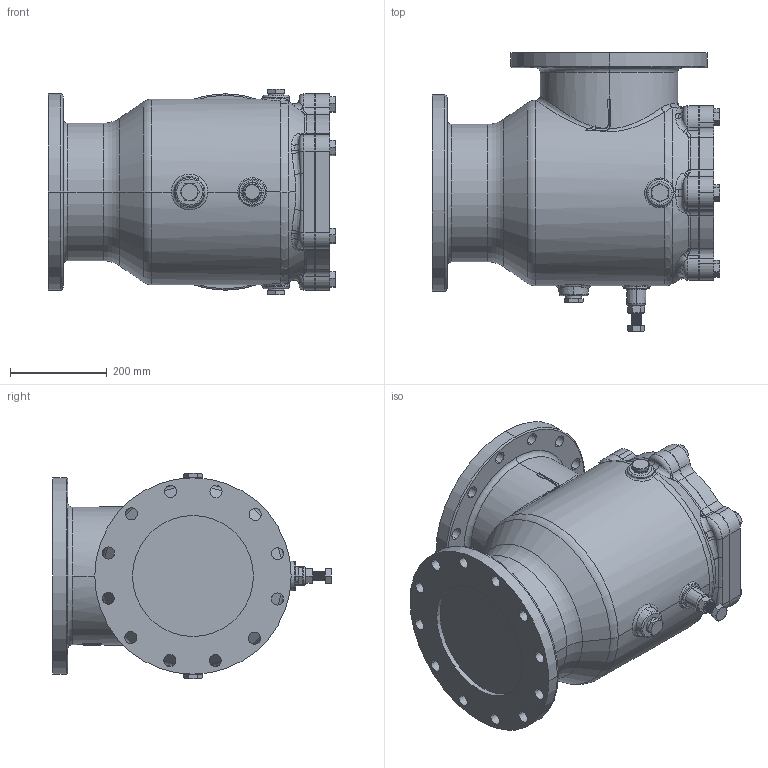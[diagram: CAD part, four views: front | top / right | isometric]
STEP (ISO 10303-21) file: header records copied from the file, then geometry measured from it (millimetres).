
FILE_DESCRIPTION (( 'STEP AP214' ), '1' );
FILE_NAME ('SD-10in_10in-125Lb.STEP', '2017-09-15T15:03:51', ( '' ), ( '' ), 'SwSTEP 2.0', 'SolidWorks 2013', '' );
FILE_SCHEMA (( 'AUTOMOTIVE_DESIGN' ));
Products named in the file (1): SD-10in_10in-125Lb
Bounding box: 595 x 576.01 x 424 mm (x, y, z)
Volume: 67673072.7 mm3; surface area: 1330950.9 mm2
Topology: 1 solids, 15 shells, 737 faces, 1819 edges, 1126 vertices
Faces by surface type: cylinder 272, plane 161, cone 127, bspline 108, torus 63, sphere 6
Entity records: 72741 total; most frequent: CARTESIAN_POINT 56695, ORIENTED_EDGE 3622, DIRECTION 3060, EDGE_CURVE 1811, AXIS2_PLACEMENT_3D 1266, VERTEX_POINT 1126, EDGE_LOOP 819, ADVANCED_FACE 737
